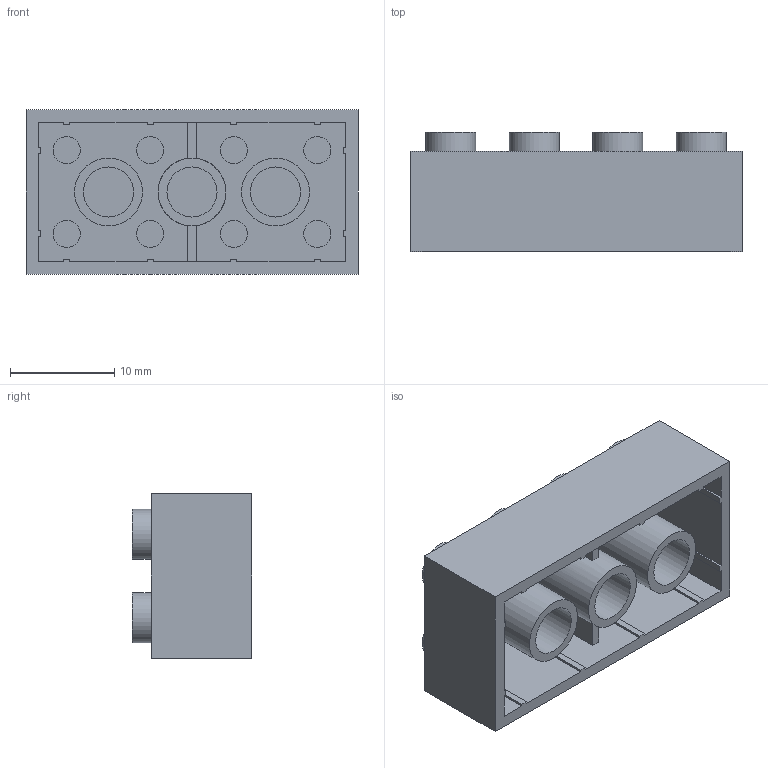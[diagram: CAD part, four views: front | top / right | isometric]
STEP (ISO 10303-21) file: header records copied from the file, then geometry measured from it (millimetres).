
FILE_DESCRIPTION(/* description */ (''),/* implementation_level */ '2;1');
FILE_NAME(/* name */ '2x4 lego brick 3001 v6.step',/* time_stamp */ '2019-12-13T20:53:43+13:00',/* author */ (''),/* organization */ (''),/* preprocessor_version */ 'ST-DEVELOPER v18',/* originating_system */ 'Autodesk Translation Framework v8.6.0.1094',/* authorisation */ '');
FILE_SCHEMA (('AUTOMOTIVE_DESIGN { 1 0 10303 214 3 1 1 }'));
Length unit declared in the file: millimetre
Products named in the file (1): 2x4 lego brick 3001
Bounding box: 31.8 x 11.4 x 15.8 mm (x, y, z)
Volume: 2062.8 mm3; surface area: 4008.9 mm2
Topology: 1 solids, 1 shells, 111 faces, 285 edges, 198 vertices
Faces by surface type: plane 89, cylinder 22
Full cylindrical faces by diameter (mm): 2.6 x8, 4.8 x11, 6.51 x3
Entity records: 3443 total; most frequent: CARTESIAN_POINT 595, DIRECTION 581, ORIENTED_EDGE 570, EDGE_CURVE 285, LINE 213, VECTOR 213, VERTEX_POINT 198, AXIS2_PLACEMENT_3D 184
